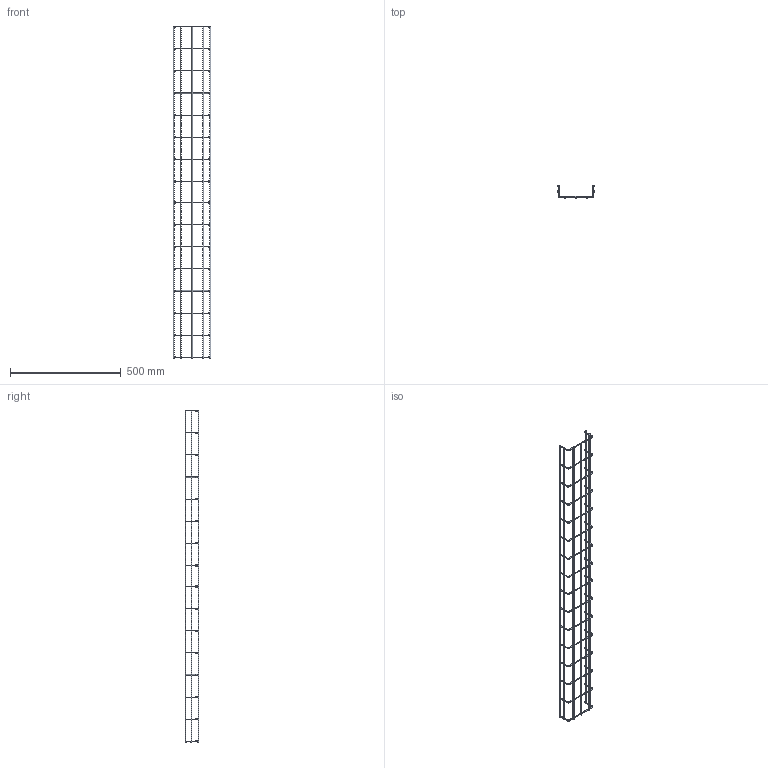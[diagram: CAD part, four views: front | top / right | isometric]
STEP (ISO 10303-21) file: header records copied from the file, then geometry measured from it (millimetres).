
FILE_DESCRIPTION (( 'STEP AP214' ), '1' );
FILE_NAME ('00406764_3D.STEP', '2022-02-09T16:10:28', ( '' ), ( '' ), 'SwSTEP 2.0', 'SolidWorks 2021', '' );
FILE_SCHEMA (( 'AUTOMOTIVE_DESIGN' ));
Length unit declared in the file: millimetre
Products named in the file (3): Cross piece^00406764; 00406764_3D; Length^00406764
Assembly tree (23 placements, depth 2):
  00406764_3D
    Cross piece^00406764  x16
    Length^00406764  x7
Bounding box: 170 x 59.98 x 1500 mm (x, y, z)
Volume: 285928.6 mm3; surface area: 229686.3 mm2
Topology: 23 solids, 23 shells, 220 faces, 394 edges, 220 vertices
Faces by surface type: cylinder 110, torus 64, plane 46
Entity records: 662 total; most frequent: DIRECTION 124, CARTESIAN_POINT 98, AXIS2_PLACEMENT_3D 58, ORIENTED_EDGE 56, EDGE_CURVE 28, PRODUCT_DEFINITION_SHAPE 26, CONTEXT_DEPENDENT_SHAPE_REPRESENTATION 23, ITEM_DEFINED_TRANSFORMATION 23
